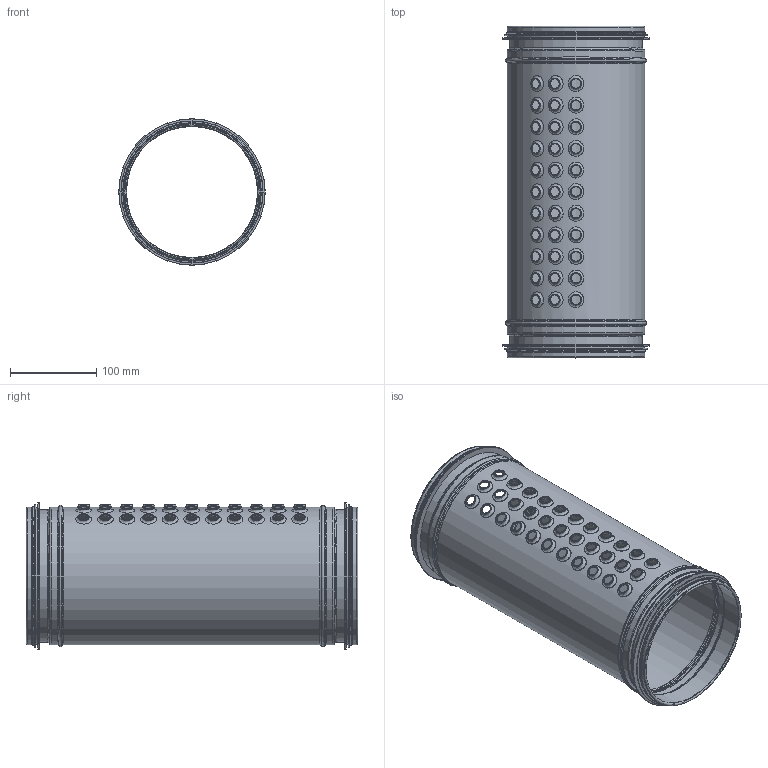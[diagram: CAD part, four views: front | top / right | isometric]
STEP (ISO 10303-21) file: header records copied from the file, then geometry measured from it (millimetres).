
FILE_DESCRIPTION((''),'2;1');
FILE_NAME('HID-160-01-100.stp','2014-03-05T13:39:47',(''),(''),'Autodesk Inventor 2013','Autodesk Inventor 2013','');
FILE_SCHEMA(('AUTOMOTIVE_DESIGN { 1 2 10303 214 0 1 1 1 }'));
Length unit declared in the file: millimetre
Products named in the file (3): HID-160-01-100; HID-160-01-rörämne; 999005
Assembly tree (3 placements, depth 2):
  HID-160-01-100
    HID-160-01-rörämne
    999005  x2
Bounding box: 169.4 x 383.9 x 169.4 mm (x, y, z)
Volume: 173760.6 mm3; surface area: 451808.5 mm2
Topology: 3 solids, 3 shells, 255 faces, 562 edges, 352 vertices
Faces by surface type: cylinder 92, bspline 66, plane 45, torus 36, cone 16
Full cylindrical faces by diameter (mm): 11 x33, 12.4 x33, 151.6 x1, 151.76 x1, 153 x1, 153.16 x1, 155.4 x2, 157.4 x2, 157.6 x3, 158 x6, 158.8 x2, 159 x3, 164.4 x2, 169.4 x2
Entity records: 13224 total; most frequent: CARTESIAN_POINT 8950, DIRECTION 758, ORIENTED_EDGE 670, EDGE_LOOP 472, AXIS2_PLACEMENT_3D 379, EDGE_CURVE 335, VERTEX_POINT 269, FACE_OUTER_BOUND 236
